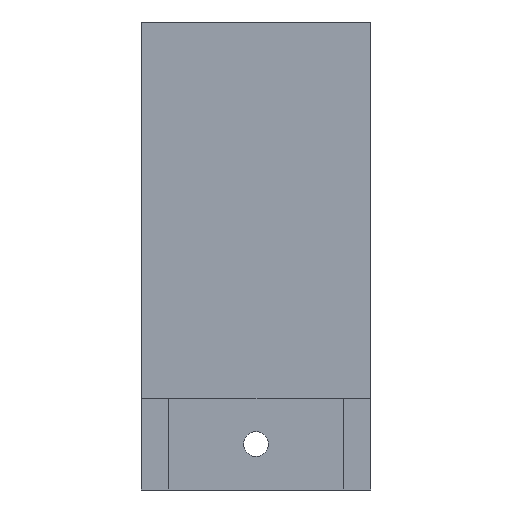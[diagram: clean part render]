
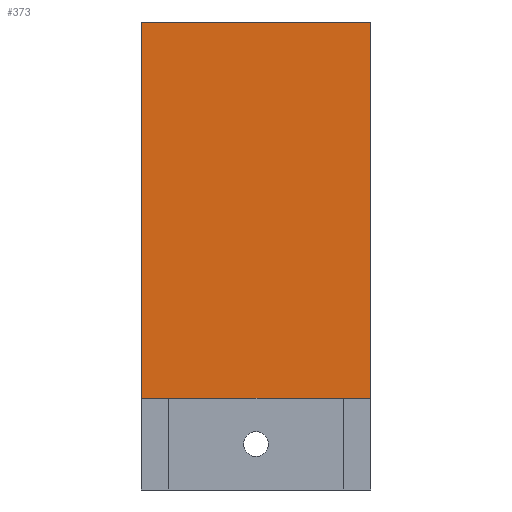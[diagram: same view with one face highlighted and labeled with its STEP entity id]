
A CAD part, front view. The second image highlights one B-rep face of the part: STEP entity #373.
In plain terms, the highlighted planar face has unit normal (0, -1, 0).
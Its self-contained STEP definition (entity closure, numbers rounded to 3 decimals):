
#36=FACE_OUTER_BOUND('',#57,.T.);
#57=EDGE_LOOP('',(#275,#276,#277,#278));
#89=LINE('',#565,#134);
#90=LINE('',#567,#135);
#91=LINE('',#569,#136);
#92=LINE('',#570,#137);
#134=VECTOR('',#464,10.);
#135=VECTOR('',#465,10.);
#136=VECTOR('',#466,10.);
#137=VECTOR('',#467,10.);
#178=VERTEX_POINT('',#563);
#179=VERTEX_POINT('',#564);
#180=VERTEX_POINT('',#566);
#181=VERTEX_POINT('',#568);
#217=EDGE_CURVE('',#178,#179,#89,.T.);
#218=EDGE_CURVE('',#178,#180,#90,.T.);
#219=EDGE_CURVE('',#181,#180,#91,.T.);
#220=EDGE_CURVE('',#179,#181,#92,.T.);
#275=ORIENTED_EDGE('',*,*,#217,.F.);
#276=ORIENTED_EDGE('',*,*,#218,.T.);
#277=ORIENTED_EDGE('',*,*,#219,.F.);
#278=ORIENTED_EDGE('',*,*,#220,.F.);
#355=PLANE('',#410);
#373=ADVANCED_FACE('',(#36),#355,.T.);
#410=AXIS2_PLACEMENT_3D('',#562,#462,#463);
#462=DIRECTION('center_axis',(0.,-1.,0.));
#463=DIRECTION('ref_axis',(1.,0.,0.));
#464=DIRECTION('',(-1.,0.,0.));
#465=DIRECTION('',(0.,0.,1.));
#466=DIRECTION('',(1.,0.,0.));
#467=DIRECTION('',(0.,0.,1.));
#562=CARTESIAN_POINT('Origin',(-3.,10.,10.));
#563=CARTESIAN_POINT('',(22.,10.,10.));
#564=CARTESIAN_POINT('',(-3.,10.,10.));
#565=CARTESIAN_POINT('',(-1.5,10.,10.));
#566=CARTESIAN_POINT('',(22.,10.,51.));
#567=CARTESIAN_POINT('',(22.,10.,10.));
#568=CARTESIAN_POINT('',(-3.,10.,51.));
#569=CARTESIAN_POINT('',(22.,10.,51.));
#570=CARTESIAN_POINT('',(-3.,10.,10.));
